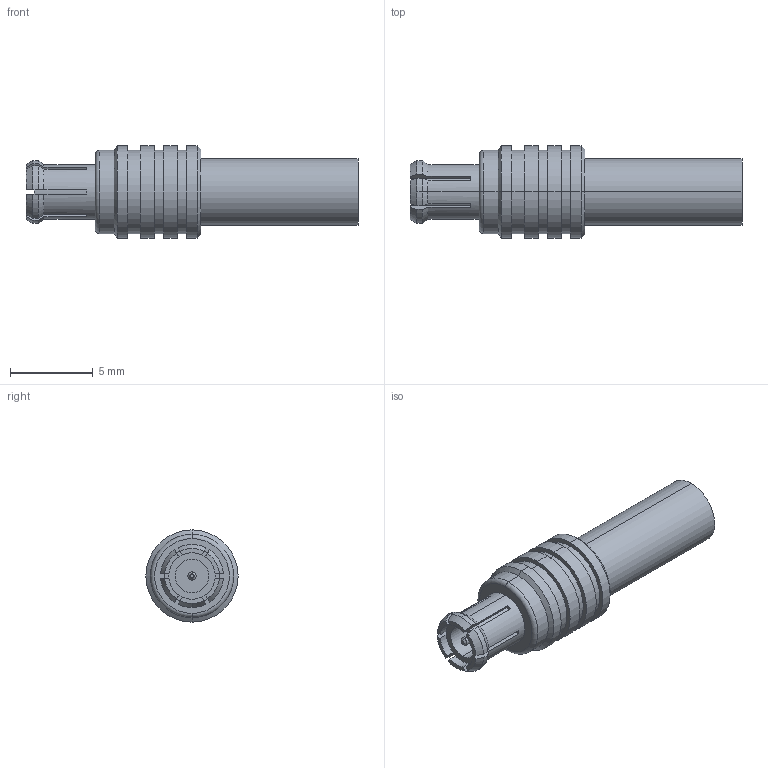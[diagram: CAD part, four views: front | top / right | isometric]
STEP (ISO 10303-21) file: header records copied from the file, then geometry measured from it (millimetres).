
FILE_DESCRIPTION (( 'STEP AP203' ), '1' );
FILE_NAME ('SC9413A.step', '2019-10-10T14:22:25', ( '' ), ( '' ), 'SwSTEP 2.0', 'SolidWorks 2018', '' );
FILE_SCHEMA (( 'CONFIG_CONTROL_DESIGN' ));
Length unit declared in the file: inch
Products named in the file (1): SC9413A
Bounding box: 20.05 x 5.57 x 5.57 mm (x, y, z)
Volume: 204.7 mm3; surface area: 596.8 mm2
Topology: 2 solids, 2 shells, 113 faces, 268 edges, 170 vertices
Faces by surface type: cylinder 50, plane 39, cone 22, torus 2
Entity records: 3413 total; most frequent: CARTESIAN_POINT 648, DIRECTION 602, ORIENTED_EDGE 536, EDGE_CURVE 268, AXIS2_PLACEMENT_3D 244, VERTEX_POINT 170, CIRCLE 130, EDGE_LOOP 126
